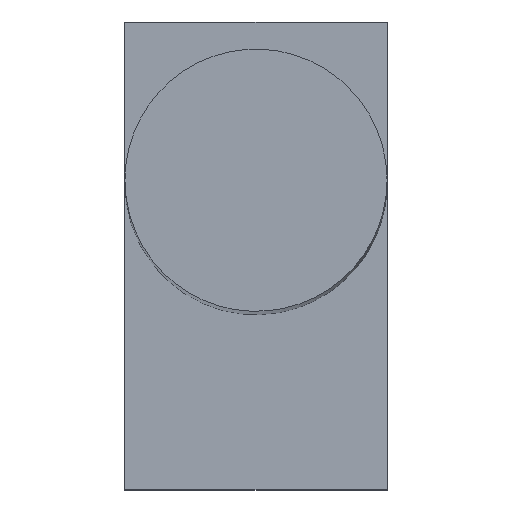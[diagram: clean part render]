
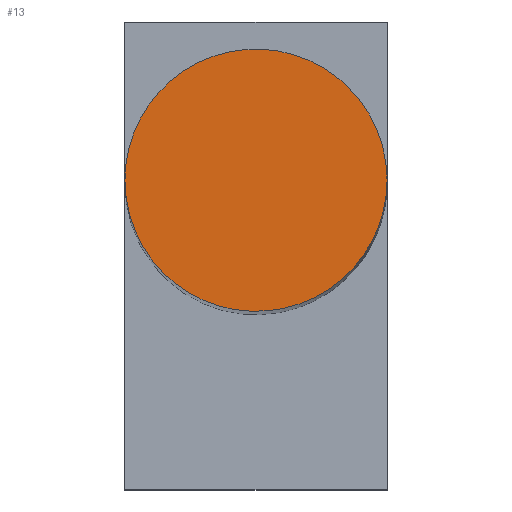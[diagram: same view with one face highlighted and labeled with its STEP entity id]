
A CAD part, top view. The second image highlights one B-rep face of the part: STEP entity #13.
In plain terms, the highlighted free-form (B-spline) face has degree [1, 1] with [2, 2] control points.
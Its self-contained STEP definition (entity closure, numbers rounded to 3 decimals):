
#4 = EDGE_CURVE ( 'NONE', #173, #503, #507, .T. ) ;
#13 = ADVANCED_FACE ( 'NONE', ( #520 ), #159, .T. ) ;
#16 = EDGE_CURVE ( 'NONE', #503, #173, #488, .T. ) ;
#23 = CARTESIAN_POINT ( 'NONE',  ( -2.922, -0.784, 45. ) ) ;
#26 = CARTESIAN_POINT ( 'NONE',  ( 2.621, -1.512, 45. ) ) ;
#29 = CARTESIAN_POINT ( 'NONE',  ( -0.394, 3., 45. ) ) ;
#32 = CARTESIAN_POINT ( 'NONE',  ( -3.036, -3.036, 45. ) ) ;
#70 = CARTESIAN_POINT ( 'NONE',  ( 2.621, 1.512, 45. ) ) ;
#74 = CARTESIAN_POINT ( 'NONE',  ( 0.394, -3., 45. ) ) ;
#121 = CARTESIAN_POINT ( 'NONE',  ( -1.843, 2.4, 45. ) ) ;
#124 = CARTESIAN_POINT ( 'NONE',  ( 3., -0.394, 45. ) ) ;
#127 = CARTESIAN_POINT ( 'NONE',  ( -0.394, -3., 45. ) ) ;
#159 = B_SPLINE_SURFACE_WITH_KNOTS ( 'NONE', 1, 1, ( 
 ( #32, #221 ),
 ( #280, #233 ) ),
 .UNSPECIFIED., .F., .F., .F.,
 ( 2, 2 ),
 ( 2, 2 ),
 ( 0., 1. ),
 ( 0., 1. ),
 .UNSPECIFIED. ) ;
#164 = CARTESIAN_POINT ( 'NONE',  ( 3., 0., 45. ) ) ;
#166 = CARTESIAN_POINT ( 'NONE',  ( -3., 0., 45. ) ) ;
#167 = CARTESIAN_POINT ( 'NONE',  ( 2.922, -0.784, 45. ) ) ;
#171 = CARTESIAN_POINT ( 'NONE',  ( -1.512, -2.621, 45. ) ) ;
#173 = VERTEX_POINT ( 'NONE', #332 ) ;
#176 = CARTESIAN_POINT ( 'NONE',  ( -0.784, -2.922, 45. ) ) ;
#181 = CARTESIAN_POINT ( 'NONE',  ( -0.784, 2.922, 45. ) ) ;
#221 = CARTESIAN_POINT ( 'NONE',  ( -3.036, 3.036, 45. ) ) ;
#225 = CARTESIAN_POINT ( 'NONE',  ( 3., 0., 45. ) ) ;
#233 = CARTESIAN_POINT ( 'NONE',  ( 3.036, 3.036, 45. ) ) ;
#280 = CARTESIAN_POINT ( 'NONE',  ( 3.036, -3.036, 45. ) ) ;
#294 = CARTESIAN_POINT ( 'NONE',  ( -3., 0., 45. ) ) ;
#327 = CARTESIAN_POINT ( 'NONE',  ( -2.4, -1.843, 45. ) ) ;
#328 = CARTESIAN_POINT ( 'NONE',  ( -3., 0.394, 45. ) ) ;
#332 = CARTESIAN_POINT ( 'NONE',  ( 3., 0., 45. ) ) ;
#342 = CARTESIAN_POINT ( 'NONE',  ( -2.922, 0.784, 45. ) ) ;
#372 = CARTESIAN_POINT ( 'NONE',  ( 1.512, 2.621, 45. ) ) ;
#376 = CARTESIAN_POINT ( 'NONE',  ( 0.784, -2.922, 45. ) ) ;
#379 = CARTESIAN_POINT ( 'NONE',  ( -3., 0., 45. ) ) ;
#385 = ORIENTED_EDGE ( 'NONE', *, *, #4, .T. ) ;
#390 = CARTESIAN_POINT ( 'NONE',  ( -2.4, 1.843, 45. ) ) ;
#403 = ORIENTED_EDGE ( 'NONE', *, *, #16, .T. ) ;
#426 = CARTESIAN_POINT ( 'NONE',  ( 2.4, -1.843, 45. ) ) ;
#434 = CARTESIAN_POINT ( 'NONE',  ( 0.394, 3., 45. ) ) ;
#439 = CARTESIAN_POINT ( 'NONE',  ( -1.843, -2.4, 45. ) ) ;
#473 = CARTESIAN_POINT ( 'NONE',  ( 1.512, -2.621, 45. ) ) ;
#478 = CARTESIAN_POINT ( 'NONE',  ( -2.621, 1.512, 45. ) ) ;
#487 = CARTESIAN_POINT ( 'NONE',  ( -2.621, -1.512, 45. ) ) ;
#488 = B_SPLINE_CURVE_WITH_KNOTS ( 'NONE', 3,
 ( #294, #624, #23, #487, #327, #439, #171, #176, #127, #74, #376, #473, #525, #426, #26, #167, #124, #225 ),
 .UNSPECIFIED., .F., .F.,
 ( 4, 2, 2, 2, 2, 2, 2, 2, 4 ),
 ( 3.142, 3.534, 3.927, 4.32, 4.712, 5.105, 5.498, 5.89, 6.283 ),
 .UNSPECIFIED. ) ;
#503 = VERTEX_POINT ( 'NONE', #166 ) ;
#507 = B_SPLINE_CURVE_WITH_KNOTS ( 'NONE', 3,
 ( #164, #531, #524, #70, #564, #570, #372, #560, #434, #29, #181, #574, #121, #390, #478, #342, #328, #379 ),
 .UNSPECIFIED., .F., .F.,
 ( 4, 2, 2, 2, 2, 2, 2, 2, 4 ),
 ( 0., 0.393, 0.785, 1.178, 1.571, 1.963, 2.356, 2.749, 3.142 ),
 .UNSPECIFIED. ) ;
#520 = FACE_OUTER_BOUND ( 'NONE', #590, .T. ) ;
#524 = CARTESIAN_POINT ( 'NONE',  ( 2.922, 0.784, 45. ) ) ;
#525 = CARTESIAN_POINT ( 'NONE',  ( 1.843, -2.4, 45. ) ) ;
#531 = CARTESIAN_POINT ( 'NONE',  ( 3., 0.394, 45. ) ) ;
#560 = CARTESIAN_POINT ( 'NONE',  ( 0.784, 2.922, 45. ) ) ;
#564 = CARTESIAN_POINT ( 'NONE',  ( 2.4, 1.843, 45. ) ) ;
#570 = CARTESIAN_POINT ( 'NONE',  ( 1.843, 2.4, 45. ) ) ;
#574 = CARTESIAN_POINT ( 'NONE',  ( -1.512, 2.621, 45. ) ) ;
#590 = EDGE_LOOP ( 'NONE', ( #403, #385 ) ) ;
#624 = CARTESIAN_POINT ( 'NONE',  ( -3., -0.394, 45. ) ) ;
